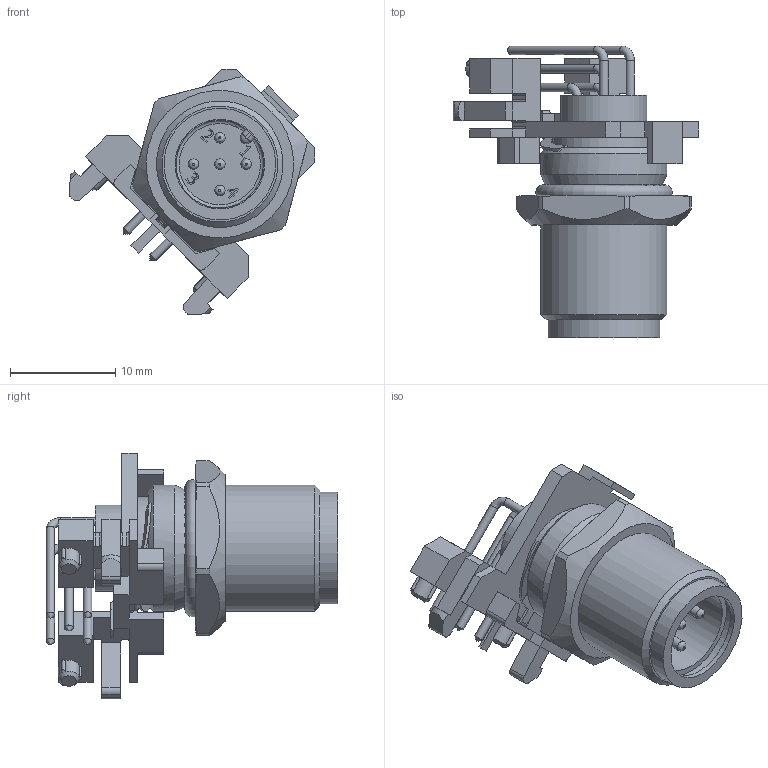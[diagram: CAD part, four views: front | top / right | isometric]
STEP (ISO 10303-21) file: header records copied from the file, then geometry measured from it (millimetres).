
FILE_DESCRIPTION((''),'2;1');
FILE_NAME('43K1A525.stp','2011-12-22T08:31:28',('ulrikefromm'),(''),'Autodesk Inventor 2011','Autodesk Inventor 2011','');
FILE_SCHEMA(('AUTOMOTIVE_DESIGN { 1 0 10303 214 1 1 1 1 }'));
Length unit declared in the file: millimetre
Products named in the file (1): Bauteil1
Bounding box: 23.31 x 27.66 x 23.31 mm (x, y, z)
Volume: 2463.7 mm3; surface area: 3376.2 mm2
Topology: 1 solids, 1 shells, 344 faces, 947 edges, 618 vertices
Faces by surface type: plane 192, cylinder 83, bspline 39, cone 22, torus 8
Full cylindrical faces by diameter (mm): 0.8 x10, 1 x5, 1.6 x3, 1.7 x5, 8.2 x1, 8.3 x1, 8.5 x1, 9.8 x2, 10 x2, 10.6 x1, 12 x2
Entity records: 11232 total; most frequent: CARTESIAN_POINT 2727, ORIENTED_EDGE 1708, DIRECTION 1557, EDGE_CURVE 854, VERTEX_POINT 587, VECTOR 555, LINE 555, AXIS2_PLACEMENT_3D 501
